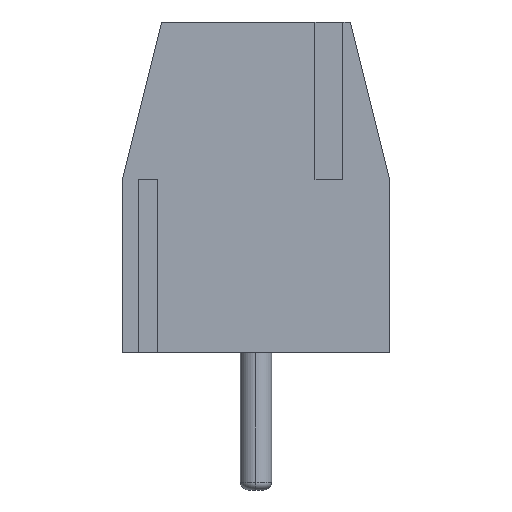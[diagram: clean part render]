
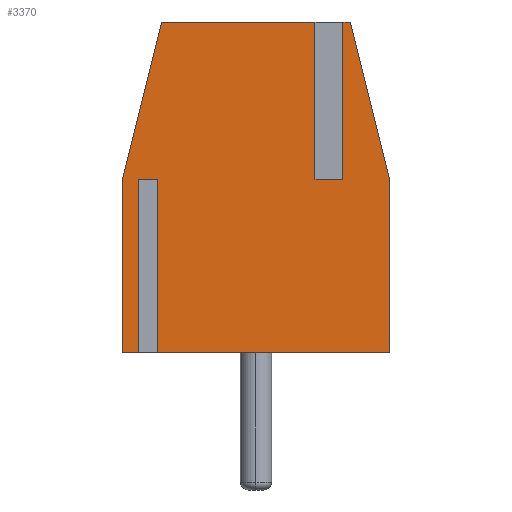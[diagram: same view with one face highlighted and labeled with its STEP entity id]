
A CAD part, left-side view. The second image highlights one B-rep face of the part: STEP entity #3370.
In plain terms, the highlighted planar face has unit normal (-1, 0, 0).
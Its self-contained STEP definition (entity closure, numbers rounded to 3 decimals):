
#25 = CARTESIAN_POINT ( 'NONE',  ( -5.25, 3.4, 0. ) ) ;
#91 = CARTESIAN_POINT ( 'NONE',  ( -5.25, 3.4, 4.4 ) ) ;
#99 = CARTESIAN_POINT ( 'NONE',  ( -5.25, -3.4, 4.4 ) ) ;
#298 = VERTEX_POINT ( 'NONE', #1708 ) ;
#337 = DIRECTION ( 'NONE',  ( 0., 0., -1. ) ) ;
#403 = DIRECTION ( 'NONE',  ( 0., -0.243, -0.97 ) ) ;
#433 = ORIENTED_EDGE ( 'NONE', *, *, #4258, .F. ) ;
#462 = LINE ( 'NONE', #2005, #4921 ) ;
#490 = ORIENTED_EDGE ( 'NONE', *, *, #7238, .F. ) ;
#737 = CARTESIAN_POINT ( 'NONE',  ( -5.25, 2.5, 4.4 ) ) ;
#758 = LINE ( 'NONE', #1137, #3736 ) ;
#830 = AXIS2_PLACEMENT_3D ( 'NONE', #1427, #3685, #337 ) ;
#878 = DIRECTION ( 'NONE',  ( 0., 1., 0. ) ) ;
#1118 = ORIENTED_EDGE ( 'NONE', *, *, #2908, .T. ) ;
#1137 = CARTESIAN_POINT ( 'NONE',  ( -5.25, 2.4, 8.4 ) ) ;
#1171 = CARTESIAN_POINT ( 'NONE',  ( -5.25, -1.6, 4.4 ) ) ;
#1213 = DIRECTION ( 'NONE',  ( 0., -1., 0. ) ) ;
#1332 = EDGE_CURVE ( 'NONE', #7096, #2537, #2281, .T. ) ;
#1427 = CARTESIAN_POINT ( 'NONE',  ( -5.25, 3.4, 4.4 ) ) ;
#1432 = VECTOR ( 'NONE', #5152, 1000. ) ;
#1499 = VECTOR ( 'NONE', #3674, 1000. ) ;
#1510 = VECTOR ( 'NONE', #403, 1000. ) ;
#1672 = LINE ( 'NONE', #7041, #1499 ) ;
#1707 = CARTESIAN_POINT ( 'NONE',  ( -5.25, -3.4, 0. ) ) ;
#1708 = CARTESIAN_POINT ( 'NONE',  ( -5.25, 2.4, 8.4 ) ) ;
#1716 = VECTOR ( 'NONE', #6431, 1000. ) ;
#1844 = EDGE_CURVE ( 'NONE', #2256, #3518, #4737, .T. ) ;
#1946 = CARTESIAN_POINT ( 'NONE',  ( -5.25, 3.4, 4.4 ) ) ;
#1989 = VECTOR ( 'NONE', #2884, 1000. ) ;
#2005 = CARTESIAN_POINT ( 'NONE',  ( -5.25, 3., 4.4 ) ) ;
#2117 = LINE ( 'NONE', #2782, #6242 ) ;
#2239 = ORIENTED_EDGE ( 'NONE', *, *, #2534, .T. ) ;
#2244 = VERTEX_POINT ( 'NONE', #2321 ) ;
#2256 = VERTEX_POINT ( 'NONE', #5095 ) ;
#2281 = LINE ( 'NONE', #99, #5256 ) ;
#2300 = ORIENTED_EDGE ( 'NONE', *, *, #5937, .F. ) ;
#2321 = CARTESIAN_POINT ( 'NONE',  ( -5.25, 3., 4.4 ) ) ;
#2397 = VERTEX_POINT ( 'NONE', #1946 ) ;
#2534 = EDGE_CURVE ( 'NONE', #2589, #2537, #5002, .T. ) ;
#2537 = VERTEX_POINT ( 'NONE', #1707 ) ;
#2589 = VERTEX_POINT ( 'NONE', #3979 ) ;
#2630 = ORIENTED_EDGE ( 'NONE', *, *, #6960, .T. ) ;
#2654 = VERTEX_POINT ( 'NONE', #737 ) ;
#2782 = CARTESIAN_POINT ( 'NONE',  ( -5.25, -2.1, 4.4 ) ) ;
#2799 = DIRECTION ( 'NONE',  ( 0., 1., 0. ) ) ;
#2835 = ORIENTED_EDGE ( 'NONE', *, *, #4907, .F. ) ;
#2851 = LINE ( 'NONE', #5255, #4691 ) ;
#2884 = DIRECTION ( 'NONE',  ( 0., 0., -1. ) ) ;
#2908 = EDGE_CURVE ( 'NONE', #5155, #5450, #5908, .T. ) ;
#3026 = LINE ( 'NONE', #3660, #7143 ) ;
#3028 = LINE ( 'NONE', #5940, #1510 ) ;
#3081 = CARTESIAN_POINT ( 'NONE',  ( -5.25, 3., 4.4 ) ) ;
#3111 = ORIENTED_EDGE ( 'NONE', *, *, #3505, .F. ) ;
#3222 = LINE ( 'NONE', #3081, #1716 ) ;
#3370 = ADVANCED_FACE ( 'NONE', ( #7232 ), #7057, .F. ) ;
#3441 = EDGE_CURVE ( 'NONE', #6974, #7096, #3028, .T. ) ;
#3484 = LINE ( 'NONE', #91, #1989 ) ;
#3505 = EDGE_CURVE ( 'NONE', #2654, #2244, #462, .T. ) ;
#3518 = VERTEX_POINT ( 'NONE', #4799 ) ;
#3577 = ORIENTED_EDGE ( 'NONE', *, *, #5734, .F. ) ;
#3579 = DIRECTION ( 'NONE',  ( 0., -1., 0. ) ) ;
#3660 = CARTESIAN_POINT ( 'NONE',  ( -5.25, 2.5, 4.4 ) ) ;
#3674 = DIRECTION ( 'NONE',  ( 0., -0.243, 0.97 ) ) ;
#3685 = DIRECTION ( 'NONE',  ( 1., 0., 0. ) ) ;
#3695 = LINE ( 'NONE', #6592, #6510 ) ;
#3721 = ORIENTED_EDGE ( 'NONE', *, *, #1332, .F. ) ;
#3736 = VECTOR ( 'NONE', #5055, 1000. ) ;
#3979 = CARTESIAN_POINT ( 'NONE',  ( -5.25, 2.5, 0. ) ) ;
#3996 = DIRECTION ( 'NONE',  ( 0., 0., -1. ) ) ;
#4258 = EDGE_CURVE ( 'NONE', #298, #5450, #2851, .T. ) ;
#4602 = CARTESIAN_POINT ( 'NONE',  ( -5.25, -1.6, 4.4 ) ) ;
#4691 = VECTOR ( 'NONE', #3579, 1000. ) ;
#4737 = LINE ( 'NONE', #5126, #6044 ) ;
#4799 = CARTESIAN_POINT ( 'NONE',  ( -5.25, 3., 0. ) ) ;
#4843 = VECTOR ( 'NONE', #6754, 1000. ) ;
#4859 = VERTEX_POINT ( 'NONE', #6513 ) ;
#4907 = EDGE_CURVE ( 'NONE', #4859, #6094, #3695, .T. ) ;
#4921 = VECTOR ( 'NONE', #878, 1000. ) ;
#5002 = LINE ( 'NONE', #25, #4843 ) ;
#5055 = DIRECTION ( 'NONE',  ( 0., -1., 0. ) ) ;
#5095 = CARTESIAN_POINT ( 'NONE',  ( -5.25, 3.4, 0. ) ) ;
#5126 = CARTESIAN_POINT ( 'NONE',  ( -5.25, 3.4, 0. ) ) ;
#5152 = DIRECTION ( 'NONE',  ( 0., 0., 1. ) ) ;
#5155 = VERTEX_POINT ( 'NONE', #1171 ) ;
#5176 = ORIENTED_EDGE ( 'NONE', *, *, #6685, .T. ) ;
#5255 = CARTESIAN_POINT ( 'NONE',  ( -5.25, 2.4, 8.4 ) ) ;
#5256 = VECTOR ( 'NONE', #3996, 1000. ) ;
#5429 = ORIENTED_EDGE ( 'NONE', *, *, #1844, .T. ) ;
#5450 = VERTEX_POINT ( 'NONE', #6218 ) ;
#5472 = EDGE_CURVE ( 'NONE', #2397, #2256, #3484, .T. ) ;
#5734 = EDGE_CURVE ( 'NONE', #2244, #3518, #3222, .T. ) ;
#5908 = LINE ( 'NONE', #4602, #1432 ) ;
#5910 = CARTESIAN_POINT ( 'NONE',  ( -5.25, -2.4, 8.4 ) ) ;
#5937 = EDGE_CURVE ( 'NONE', #6094, #6974, #758, .T. ) ;
#5940 = CARTESIAN_POINT ( 'NONE',  ( -5.25, -2.4, 8.4 ) ) ;
#6044 = VECTOR ( 'NONE', #1213, 1000. ) ;
#6094 = VERTEX_POINT ( 'NONE', #6272 ) ;
#6218 = CARTESIAN_POINT ( 'NONE',  ( -5.25, -1.6, 8.4 ) ) ;
#6242 = VECTOR ( 'NONE', #2799, 1000. ) ;
#6272 = CARTESIAN_POINT ( 'NONE',  ( -5.25, -2.1, 8.4 ) ) ;
#6431 = DIRECTION ( 'NONE',  ( 0., 0., -1. ) ) ;
#6451 = ORIENTED_EDGE ( 'NONE', *, *, #5472, .T. ) ;
#6459 = DIRECTION ( 'NONE',  ( 0., 0., -1. ) ) ;
#6510 = VECTOR ( 'NONE', #7155, 1000. ) ;
#6513 = CARTESIAN_POINT ( 'NONE',  ( -5.25, -2.1, 4.4 ) ) ;
#6592 = CARTESIAN_POINT ( 'NONE',  ( -5.25, -2.1, 4.4 ) ) ;
#6685 = EDGE_CURVE ( 'NONE', #4859, #5155, #2117, .T. ) ;
#6754 = DIRECTION ( 'NONE',  ( 0., -1., 0. ) ) ;
#6883 = EDGE_LOOP ( 'NONE', ( #3111, #2630, #2239, #3721, #7160, #2300, #2835, #5176, #1118, #433, #490, #6451, #5429, #3577 ) ) ;
#6960 = EDGE_CURVE ( 'NONE', #2654, #2589, #3026, .T. ) ;
#6974 = VERTEX_POINT ( 'NONE', #5910 ) ;
#7041 = CARTESIAN_POINT ( 'NONE',  ( -5.25, 3.4, 4.4 ) ) ;
#7057 = PLANE ( 'NONE',  #830 ) ;
#7096 = VERTEX_POINT ( 'NONE', #7189 ) ;
#7143 = VECTOR ( 'NONE', #6459, 1000. ) ;
#7155 = DIRECTION ( 'NONE',  ( 0., 0., 1. ) ) ;
#7160 = ORIENTED_EDGE ( 'NONE', *, *, #3441, .F. ) ;
#7189 = CARTESIAN_POINT ( 'NONE',  ( -5.25, -3.4, 4.4 ) ) ;
#7232 = FACE_OUTER_BOUND ( 'NONE', #6883, .T. ) ;
#7238 = EDGE_CURVE ( 'NONE', #2397, #298, #1672, .T. ) ;
